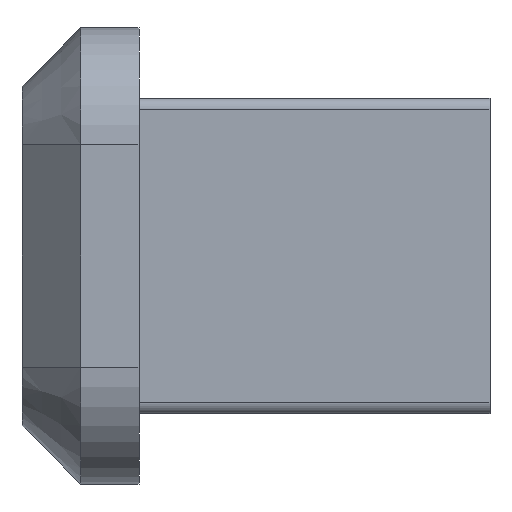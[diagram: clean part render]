
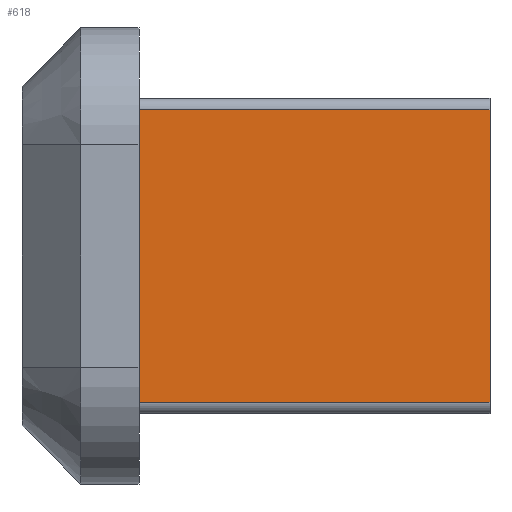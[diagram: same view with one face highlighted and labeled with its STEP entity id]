
A CAD part, front view. The second image highlights one B-rep face of the part: STEP entity #618.
In plain terms, the highlighted planar face has unit normal (0, -1, 0).
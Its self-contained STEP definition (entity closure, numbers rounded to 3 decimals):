
#10=DIRECTION('',(0.,0.,1.));
#11=VECTOR('',#10,2.5);
#12=CARTESIAN_POINT('',(0.393,-8.351,2.95));
#13=LINE('',#12,#11);
#151=DIRECTION('',(0.,0.,1.));
#152=VECTOR('',#151,2.5);
#153=CARTESIAN_POINT('',(-2.607,-8.351,2.95));
#154=LINE('',#153,#152);
#155=DIRECTION('',(1.,0.,0.));
#156=VECTOR('',#155,3.);
#157=CARTESIAN_POINT('',(-2.607,-8.351,5.45));
#158=LINE('',#157,#156);
#159=DIRECTION('',(1.,0.,0.));
#160=VECTOR('',#159,3.);
#161=CARTESIAN_POINT('',(-2.607,-8.351,2.95));
#162=LINE('',#161,#160);
#329=CARTESIAN_POINT('',(0.393,-8.351,2.95));
#331=VERTEX_POINT('',#329);
#334=CARTESIAN_POINT('',(0.393,-8.351,5.45));
#336=VERTEX_POINT('',#334);
#345=CARTESIAN_POINT('',(-2.607,-8.351,2.95));
#346=CARTESIAN_POINT('',(-2.607,-8.351,5.45));
#347=VERTEX_POINT('',#345);
#348=VERTEX_POINT('',#346);
#607=CARTESIAN_POINT('',(-2.607,-8.351,2.85));
#608=DIRECTION('',(0.,-1.,0.));
#609=DIRECTION('',(0.,0.,1.));
#610=AXIS2_PLACEMENT_3D('',#607,#608,#609);
#611=PLANE('',#610);
#612=ORIENTED_EDGE('',*,*,#547,.T.);
#613=ORIENTED_EDGE('',*,*,#514,.T.);
#614=ORIENTED_EDGE('',*,*,#432,.F.);
#615=ORIENTED_EDGE('',*,*,#600,.F.);
#616=EDGE_LOOP('',(#612,#613,#614,#615));
#617=FACE_OUTER_BOUND('',#616,.F.);
#618=ADVANCED_FACE('',(#617),#611,.T.);
#432=EDGE_CURVE('',#331,#336,#13,.T.);
#514=EDGE_CURVE('',#348,#336,#158,.T.);
#547=EDGE_CURVE('',#347,#348,#154,.T.);
#600=EDGE_CURVE('',#347,#331,#162,.T.);
